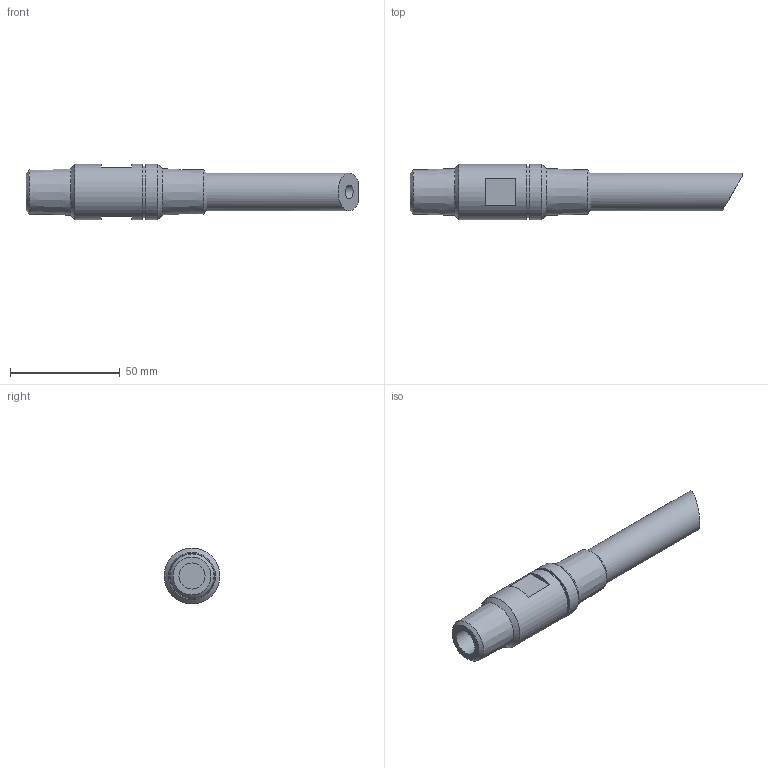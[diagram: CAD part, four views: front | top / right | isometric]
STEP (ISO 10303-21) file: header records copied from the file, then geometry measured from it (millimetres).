
FILE_DESCRIPTION((''),'2;1');
FILE_NAME('IQ-56-316SS-25_R0.stp','2017-04-13T10:04:19',('salesdesk5'),(''),'Autodesk Inventor 2009','Autodesk Inventor 2009','');
FILE_SCHEMA(('AUTOMOTIVE_DESIGN { 1 0 10303 214 1 1 1 1 }'));
Length unit declared in the file: inch
Products named in the file (1): IQ-56-316SS-25_R0
Bounding box: 151.49 x 25.4 x 25.4 mm (x, y, z)
Volume: 44217 mm3; surface area: 12842.8 mm2
Topology: 1 solids, 1 shells, 33 faces, 68 edges, 43 vertices
Faces by surface type: plane 18, cylinder 7, cone 6, bspline 2
Full cylindrical faces by diameter (mm): 6.35 x1, 11.906 x1, 17.254 x1, 23.495 x1, 25.4 x2
Entity records: 1180 total; most frequent: CARTESIAN_POINT 483, DIRECTION 132, ORIENTED_EDGE 104, AXIS2_PLACEMENT_3D 57, EDGE_CURVE 52, EDGE_LOOP 52, VERTEX_POINT 40, FACE_OUTER_BOUND 33
